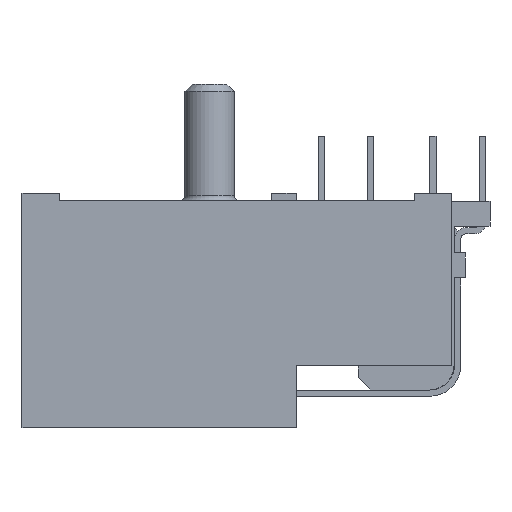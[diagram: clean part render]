
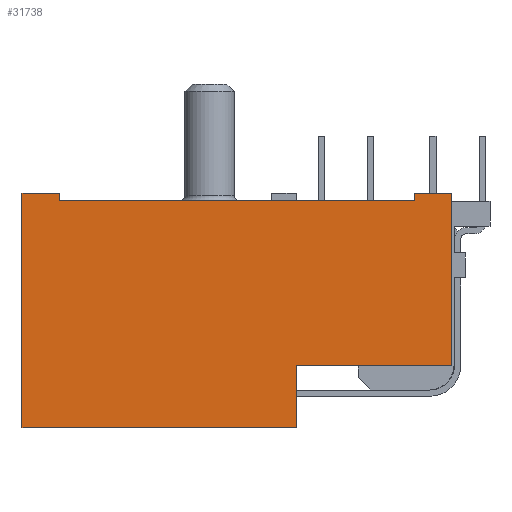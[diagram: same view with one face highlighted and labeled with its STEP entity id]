
A CAD part, left-side view. The second image highlights one B-rep face of the part: STEP entity #31738.
In plain terms, the highlighted planar face has unit normal (-1, 0, 0).
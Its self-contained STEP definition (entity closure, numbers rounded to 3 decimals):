
#9647=ORIENTED_EDGE('',*,*,#15316,.F.);
#9648=ORIENTED_EDGE('',*,*,#14178,.F.);
#9649=ORIENTED_EDGE('',*,*,#14172,.F.);
#9650=ORIENTED_EDGE('',*,*,#15317,.T.);
#9651=ORIENTED_EDGE('',*,*,#14459,.T.);
#9652=ORIENTED_EDGE('',*,*,#14481,.F.);
#9653=ORIENTED_EDGE('',*,*,#15314,.F.);
#9654=ORIENTED_EDGE('',*,*,#14313,.T.);
#9655=ORIENTED_EDGE('',*,*,#14456,.T.);
#9656=ORIENTED_EDGE('',*,*,#14450,.F.);
#9657=ORIENTED_EDGE('',*,*,#14188,.T.);
#14172=EDGE_CURVE('',#17768,#17769,#21109,.T.);
#14178=EDGE_CURVE('',#17769,#17773,#21113,.T.);
#14188=EDGE_CURVE('',#17781,#17779,#21122,.T.);
#14313=EDGE_CURVE('',#17906,#17905,#21247,.T.);
#14450=EDGE_CURVE('',#17781,#18003,#21384,.T.);
#14456=EDGE_CURVE('',#17905,#18003,#21390,.T.);
#14459=EDGE_CURVE('',#18010,#18009,#21393,.T.);
#14481=EDGE_CURVE('',#18026,#18009,#21415,.T.);
#15314=EDGE_CURVE('',#17906,#18026,#22248,.T.);
#15316=EDGE_CURVE('',#17773,#17779,#22250,.T.);
#15317=EDGE_CURVE('',#17768,#18010,#22251,.T.);
#17768=VERTEX_POINT('',#49744);
#17769=VERTEX_POINT('',#49745);
#17773=VERTEX_POINT('',#49756);
#17779=VERTEX_POINT('',#49773);
#17781=VERTEX_POINT('',#49776);
#17905=VERTEX_POINT('',#50029);
#17906=VERTEX_POINT('',#50031);
#18003=VERTEX_POINT('',#50286);
#18009=VERTEX_POINT('',#50302);
#18010=VERTEX_POINT('',#50304);
#18026=VERTEX_POINT('',#50343);
#21109=LINE('',#49743,#24907);
#21113=LINE('',#49755,#24911);
#21122=LINE('',#49775,#24920);
#21247=LINE('',#50030,#25045);
#21384=LINE('',#50285,#25182);
#21390=LINE('',#50296,#25188);
#21393=LINE('',#50303,#25191);
#21415=LINE('',#50344,#25213);
#22248=LINE('',#51902,#26046);
#22250=LINE('',#51905,#26048);
#22251=LINE('',#51906,#26049);
#24907=VECTOR('',#40895,1000.);
#24911=VECTOR('',#40905,1000.);
#24920=VECTOR('',#40920,1000.);
#25045=VECTOR('',#41055,1000.);
#25182=VECTOR('',#41234,1000.);
#25188=VECTOR('',#41242,1000.);
#25191=VECTOR('',#41247,1000.);
#25213=VECTOR('',#41273,1000.);
#26046=VECTOR('',#42396,1000.);
#26048=VECTOR('',#42400,1000.);
#26049=VECTOR('',#42401,1000.);
#27613=EDGE_LOOP('',(#9647,#9648,#9649,#9650,#9651,#9652,#9653,#9654,#9655,
#9656,#9657));
#29179=FACE_BOUND('',#27613,.T.);
#30240=PLANE('',#34186);
#31738=ADVANCED_FACE('',(#29179),#30240,.T.);
#34186=AXIS2_PLACEMENT_3D('',#51904,#42398,#42399);
#40895=DIRECTION('',(0.,-1.,0.));
#40905=DIRECTION('',(0.,-1.,0.));
#40920=DIRECTION('',(0.,1.,0.));
#41055=DIRECTION('',(0.,0.,1.));
#41234=DIRECTION('',(0.,0.,-1.));
#41242=DIRECTION('',(0.,-1.,0.));
#41247=DIRECTION('',(0.,1.,0.));
#41273=DIRECTION('',(0.,0.,1.));
#42396=DIRECTION('',(0.,1.,0.));
#42398=DIRECTION('',(-1.,0.,0.));
#42399=DIRECTION('',(0.,0.,1.));
#42400=DIRECTION('',(0.,0.,1.));
#42401=DIRECTION('',(0.,0.,1.));
#49743=CARTESIAN_POINT('',(-5.506,9.549,5.505));
#49744=CARTESIAN_POINT('',(-5.506,9.549,5.505));
#49745=CARTESIAN_POINT('',(-5.506,3.499,5.505));
#49755=CARTESIAN_POINT('',(-5.506,9.549,5.505));
#49756=CARTESIAN_POINT('',(-5.506,-4.751,5.505));
#49773=CARTESIAN_POINT('',(-5.506,-4.751,5.8));
#49775=CARTESIAN_POINT('',(-5.506,10.349,5.8));
#49776=CARTESIAN_POINT('',(-5.506,-6.25,5.8));
#50029=CARTESIAN_POINT('',(-5.506,0.,-1.145));
#50030=CARTESIAN_POINT('',(-5.506,0.,-3.65));
#50031=CARTESIAN_POINT('',(-5.506,0.,-3.65));
#50285=CARTESIAN_POINT('',(-5.506,-6.25,5.8));
#50286=CARTESIAN_POINT('',(-5.506,-6.25,-1.145));
#50296=CARTESIAN_POINT('',(-5.506,0.,-1.145));
#50302=CARTESIAN_POINT('',(-5.506,11.049,5.8));
#50303=CARTESIAN_POINT('',(-5.506,10.349,5.8));
#50304=CARTESIAN_POINT('',(-5.506,9.549,5.8));
#50343=CARTESIAN_POINT('',(-5.506,11.049,-3.65));
#50344=CARTESIAN_POINT('',(-5.506,11.049,-3.65));
#51902=CARTESIAN_POINT('',(-5.506,10.349,-3.65));
#51904=CARTESIAN_POINT('',(-5.506,10.349,-3.65));
#51905=CARTESIAN_POINT('',(-5.506,-4.751,5.505));
#51906=CARTESIAN_POINT('',(-5.506,9.549,5.505));
